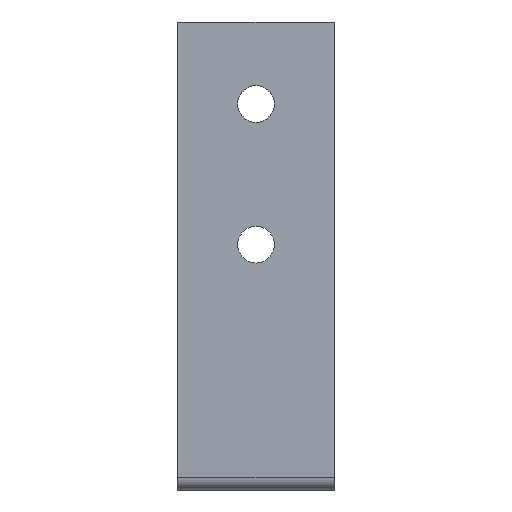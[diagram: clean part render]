
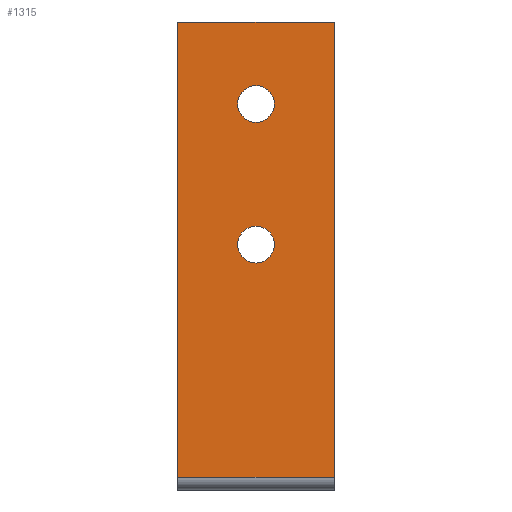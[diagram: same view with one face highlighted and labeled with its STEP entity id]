
A CAD part, front view. The second image highlights one B-rep face of the part: STEP entity #1315.
In plain terms, the highlighted planar face has unit normal (0, -1, 0).
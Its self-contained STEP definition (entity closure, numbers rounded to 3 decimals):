
#46 = VERTEX_POINT ( 'NONE', #1093 ) ;
#138 = EDGE_CURVE ( 'NONE', #880, #2151, #2078, .T. ) ;
#146 = CARTESIAN_POINT ( 'NONE',  ( -10., 58.325, 48.385 ) ) ;
#159 = VERTEX_POINT ( 'NONE', #1705 ) ;
#164 = CARTESIAN_POINT ( 'NONE',  ( -20., 58.325, 58.885 ) ) ;
#186 = DIRECTION ( 'NONE',  ( 1., 0., 0. ) ) ;
#220 = CARTESIAN_POINT ( 'NONE',  ( -20., 58.325, 58.885 ) ) ;
#225 = EDGE_CURVE ( 'NONE', #839, #159, #634, .T. ) ;
#311 = DIRECTION ( 'NONE',  ( 1., 0., 0. ) ) ;
#312 = DIRECTION ( 'NONE',  ( -1., 0., 0. ) ) ;
#444 = EDGE_LOOP ( 'NONE', ( #1808, #2109 ) ) ;
#453 = CARTESIAN_POINT ( 'NONE',  ( -20., 58.325, 58.885 ) ) ;
#482 = DIRECTION ( 'NONE',  ( 0., 1., 0. ) ) ;
#496 = CARTESIAN_POINT ( 'NONE',  ( 0., 58.325, 58.885 ) ) ;
#510 = FACE_BOUND ( 'NONE', #444, .T. ) ;
#511 = CARTESIAN_POINT ( 'NONE',  ( 0., 58.325, 58.885 ) ) ;
#538 = VERTEX_POINT ( 'NONE', #2171 ) ;
#562 = DIRECTION ( 'NONE',  ( 0., 0., 1. ) ) ;
#575 = CIRCLE ( 'NONE', #1414, 2.35 ) ;
#623 = CARTESIAN_POINT ( 'NONE',  ( -10., 58.325, 30.385 ) ) ;
#634 = CIRCLE ( 'NONE', #859, 2.35 ) ;
#664 = DIRECTION ( 'NONE',  ( 0., 1., 0. ) ) ;
#677 = AXIS2_PLACEMENT_3D ( 'NONE', #496, #985, #312 ) ;
#754 = EDGE_CURVE ( 'NONE', #538, #880, #1452, .T. ) ;
#790 = CARTESIAN_POINT ( 'NONE',  ( -7.65, 58.325, 48.385 ) ) ;
#795 = CIRCLE ( 'NONE', #1485, 2.35 ) ;
#798 = CIRCLE ( 'NONE', #1632, 2.35 ) ;
#823 = FACE_OUTER_BOUND ( 'NONE', #1027, .T. ) ;
#836 = DIRECTION ( 'NONE',  ( 0., 1., 0. ) ) ;
#839 = VERTEX_POINT ( 'NONE', #1319 ) ;
#847 = DIRECTION ( 'NONE',  ( 1., 0., 0. ) ) ;
#859 = AXIS2_PLACEMENT_3D ( 'NONE', #623, #664, #186 ) ;
#880 = VERTEX_POINT ( 'NONE', #453 ) ;
#959 = CARTESIAN_POINT ( 'NONE',  ( -10., 58.325, 30.385 ) ) ;
#971 = DIRECTION ( 'NONE',  ( 1., 0., 0. ) ) ;
#979 = EDGE_CURVE ( 'NONE', #2151, #2184, #1383, .T. ) ;
#985 = DIRECTION ( 'NONE',  ( 0., -1., 0. ) ) ;
#1027 = EDGE_LOOP ( 'NONE', ( #1818, #2110, #1530, #1830 ) ) ;
#1044 = LINE ( 'NONE', #2114, #2236 ) ;
#1061 = ORIENTED_EDGE ( 'NONE', *, *, #225, .T. ) ;
#1076 = VECTOR ( 'NONE', #2237, 1000. ) ;
#1077 = DIRECTION ( 'NONE',  ( 1., 0., 0. ) ) ;
#1093 = CARTESIAN_POINT ( 'NONE',  ( -12.35, 58.325, 48.385 ) ) ;
#1191 = VECTOR ( 'NONE', #1377, 1000. ) ;
#1315 = ADVANCED_FACE ( 'NONE', ( #2211, #510, #823 ), #2027, .T. ) ;
#1319 = CARTESIAN_POINT ( 'NONE',  ( -12.35, 58.325, 30.385 ) ) ;
#1372 = CARTESIAN_POINT ( 'NONE',  ( 0., 58.325, 0.61 ) ) ;
#1377 = DIRECTION ( 'NONE',  ( 1., 0., 0. ) ) ;
#1383 = LINE ( 'NONE', #511, #1076 ) ;
#1414 = AXIS2_PLACEMENT_3D ( 'NONE', #2025, #482, #311 ) ;
#1433 = VECTOR ( 'NONE', #562, 1000. ) ;
#1452 = LINE ( 'NONE', #220, #1433 ) ;
#1482 = DIRECTION ( 'NONE',  ( 0., 1., 0. ) ) ;
#1485 = AXIS2_PLACEMENT_3D ( 'NONE', #959, #1482, #971 ) ;
#1530 = ORIENTED_EDGE ( 'NONE', *, *, #979, .F. ) ;
#1531 = EDGE_CURVE ( 'NONE', #538, #2184, #1044, .T. ) ;
#1632 = AXIS2_PLACEMENT_3D ( 'NONE', #146, #836, #847 ) ;
#1705 = CARTESIAN_POINT ( 'NONE',  ( -7.65, 58.325, 30.385 ) ) ;
#1776 = EDGE_CURVE ( 'NONE', #46, #2128, #575, .T. ) ;
#1786 = ORIENTED_EDGE ( 'NONE', *, *, #2113, .T. ) ;
#1808 = ORIENTED_EDGE ( 'NONE', *, *, #2148, .T. ) ;
#1818 = ORIENTED_EDGE ( 'NONE', *, *, #754, .F. ) ;
#1830 = ORIENTED_EDGE ( 'NONE', *, *, #138, .F. ) ;
#1936 = EDGE_LOOP ( 'NONE', ( #1786, #1061 ) ) ;
#2025 = CARTESIAN_POINT ( 'NONE',  ( -10., 58.325, 48.385 ) ) ;
#2027 = PLANE ( 'NONE',  #677 ) ;
#2078 = LINE ( 'NONE', #164, #1191 ) ;
#2109 = ORIENTED_EDGE ( 'NONE', *, *, #1776, .T. ) ;
#2110 = ORIENTED_EDGE ( 'NONE', *, *, #1531, .T. ) ;
#2113 = EDGE_CURVE ( 'NONE', #159, #839, #795, .T. ) ;
#2114 = CARTESIAN_POINT ( 'NONE',  ( 0., 58.325, 0.61 ) ) ;
#2128 = VERTEX_POINT ( 'NONE', #790 ) ;
#2148 = EDGE_CURVE ( 'NONE', #2128, #46, #798, .T. ) ;
#2151 = VERTEX_POINT ( 'NONE', #2238 ) ;
#2171 = CARTESIAN_POINT ( 'NONE',  ( -20., 58.325, 0.61 ) ) ;
#2184 = VERTEX_POINT ( 'NONE', #1372 ) ;
#2211 = FACE_BOUND ( 'NONE', #1936, .T. ) ;
#2236 = VECTOR ( 'NONE', #1077, 1000. ) ;
#2237 = DIRECTION ( 'NONE',  ( 0., 0., -1. ) ) ;
#2238 = CARTESIAN_POINT ( 'NONE',  ( 0., 58.325, 58.885 ) ) ;
